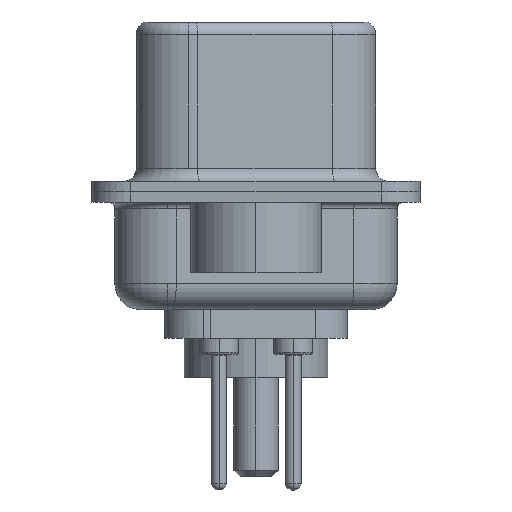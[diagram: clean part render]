
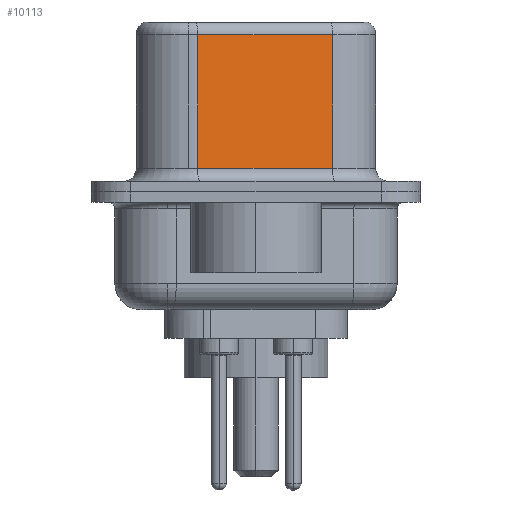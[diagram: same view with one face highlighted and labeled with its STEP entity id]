
A CAD part, left-side view. The second image highlights one B-rep face of the part: STEP entity #10113.
In plain terms, the highlighted planar face has unit normal (-0.985, -0.174, 0).
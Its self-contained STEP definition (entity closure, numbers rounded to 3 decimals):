
#24 = ORIENTED_EDGE ( 'NONE', *, *, #2149, .T. ) ;
#409 = PLANE ( 'NONE',  #18943 ) ;
#697 = EDGE_CURVE ( 'NONE', #2566, #11813, #4122, .T. ) ;
#1974 = DIRECTION ( 'NONE',  ( -0.174, 0.985, 0. ) ) ;
#2144 = EDGE_CURVE ( 'NONE', #18220, #10771, #19075, .T. ) ;
#2149 = EDGE_CURVE ( 'NONE', #11813, #10771, #7606, .T. ) ;
#2186 = CARTESIAN_POINT ( 'NONE',  ( 4.565, -2.927, 6.02 ) ) ;
#2280 = LINE ( 'NONE', #2186, #18575 ) ;
#2566 = VERTEX_POINT ( 'NONE', #3181 ) ;
#3181 = CARTESIAN_POINT ( 'NONE',  ( 3.655, 2.233, 6.02 ) ) ;
#3326 = VECTOR ( 'NONE', #14560, 1000. ) ;
#3715 = CARTESIAN_POINT ( 'NONE',  ( 4.565, -2.927, 0.9 ) ) ;
#4122 = LINE ( 'NONE', #15867, #16131 ) ;
#5759 = FACE_OUTER_BOUND ( 'NONE', #15091, .T. ) ;
#6726 = CARTESIAN_POINT ( 'NONE',  ( 4.565, -2.927, 6.52 ) ) ;
#7606 = LINE ( 'NONE', #3715, #3326 ) ;
#7872 = ORIENTED_EDGE ( 'NONE', *, *, #697, .T. ) ;
#7889 = CARTESIAN_POINT ( 'NONE',  ( 4.565, -2.927, 6.02 ) ) ;
#10113 = ADVANCED_FACE ( 'NONE', ( #5759 ), #409, .F. ) ;
#10128 = ORIENTED_EDGE ( 'NONE', *, *, #10708, .T. ) ;
#10708 = EDGE_CURVE ( 'NONE', #18220, #2566, #2280, .T. ) ;
#10771 = VERTEX_POINT ( 'NONE', #11946 ) ;
#11192 = CARTESIAN_POINT ( 'NONE',  ( 3.655, 2.233, 0.9 ) ) ;
#11620 = DIRECTION ( 'NONE',  ( 0.985, 0.174, 0. ) ) ;
#11813 = VERTEX_POINT ( 'NONE', #11192 ) ;
#11946 = CARTESIAN_POINT ( 'NONE',  ( 4.565, -2.927, 0.9 ) ) ;
#13388 = DIRECTION ( 'NONE',  ( -0.174, 0.985, 0. ) ) ;
#14045 = DIRECTION ( 'NONE',  ( 0., 0., -1. ) ) ;
#14079 = ORIENTED_EDGE ( 'NONE', *, *, #2144, .F. ) ;
#14560 = DIRECTION ( 'NONE',  ( 0.174, -0.985, 0. ) ) ;
#15091 = EDGE_LOOP ( 'NONE', ( #14079, #10128, #7872, #24 ) ) ;
#15417 = VECTOR ( 'NONE', #16501, 1000. ) ;
#15867 = CARTESIAN_POINT ( 'NONE',  ( 3.655, 2.233, 6.52 ) ) ;
#16131 = VECTOR ( 'NONE', #14045, 1000. ) ;
#16501 = DIRECTION ( 'NONE',  ( 0., 0., -1. ) ) ;
#18220 = VERTEX_POINT ( 'NONE', #7889 ) ;
#18322 = CARTESIAN_POINT ( 'NONE',  ( 4.565, -2.927, 6.52 ) ) ;
#18575 = VECTOR ( 'NONE', #13388, 1000. ) ;
#18943 = AXIS2_PLACEMENT_3D ( 'NONE', #6726, #11620, #1974 ) ;
#19075 = LINE ( 'NONE', #18322, #15417 ) ;
